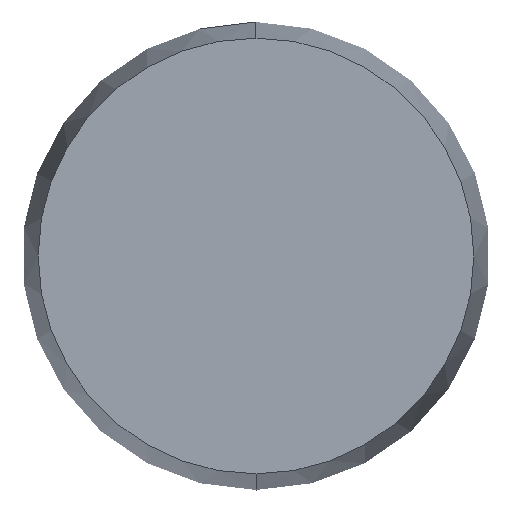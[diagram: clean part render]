
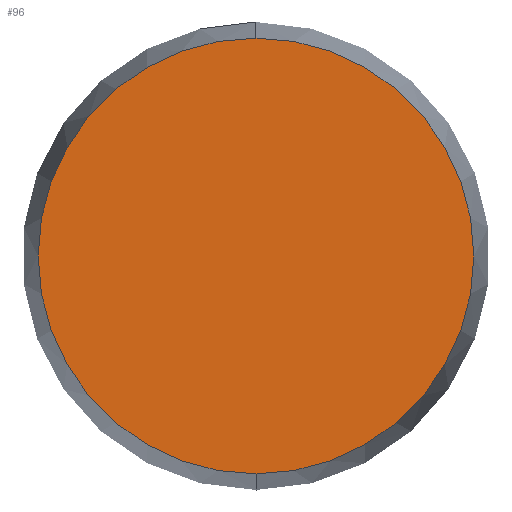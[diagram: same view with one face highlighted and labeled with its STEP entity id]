
A CAD part, left-side view. The second image highlights one B-rep face of the part: STEP entity #96.
In plain terms, the highlighted planar face has unit normal (-1, 0, 0).
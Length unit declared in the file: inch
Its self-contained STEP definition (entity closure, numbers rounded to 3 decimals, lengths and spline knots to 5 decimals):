
#62 = CIRCLE ( 'NONE', #417, 0.018 ) ;
#84 = CIRCLE ( 'NONE', #380, 0.018 ) ;
#96 = ADVANCED_FACE ( 'NONE', ( #235 ), #317, .F. ) ;
#150 = EDGE_LOOP ( 'NONE', ( #187, #193 ) ) ;
#155 = VERTEX_POINT ( 'NONE', #653 ) ;
#187 = ORIENTED_EDGE ( 'NONE', *, *, #399, .F. ) ;
#193 = ORIENTED_EDGE ( 'NONE', *, *, #402, .F. ) ;
#235 = FACE_OUTER_BOUND ( 'NONE', #150, .T. ) ;
#270 = VERTEX_POINT ( 'NONE', #646 ) ;
#303 = DIRECTION ( 'NONE',  ( 1., 0., 0. ) ) ;
#317 = PLANE ( 'NONE',  #407 ) ;
#323 = CARTESIAN_POINT ( 'NONE',  ( 0., -0.018, 0. ) ) ;
#339 = DIRECTION ( 'NONE',  ( 0., 0., -1. ) ) ;
#380 = AXIS2_PLACEMENT_3D ( 'NONE', #701, #675, #579 ) ;
#399 = EDGE_CURVE ( 'NONE', #270, #155, #84, .T. ) ;
#402 = EDGE_CURVE ( 'NONE', #155, #270, #62, .T. ) ;
#407 = AXIS2_PLACEMENT_3D ( 'NONE', #323, #303, #339 ) ;
#417 = AXIS2_PLACEMENT_3D ( 'NONE', #704, #603, #584 ) ;
#579 = DIRECTION ( 'NONE',  ( 0., 0., -1. ) ) ;
#584 = DIRECTION ( 'NONE',  ( 0., 0., -1. ) ) ;
#603 = DIRECTION ( 'NONE',  ( 1., 0., 0. ) ) ;
#646 = CARTESIAN_POINT ( 'NONE',  ( 0., 0., -0.018 ) ) ;
#653 = CARTESIAN_POINT ( 'NONE',  ( 0., 0., 0.018 ) ) ;
#675 = DIRECTION ( 'NONE',  ( 1., 0., 0. ) ) ;
#701 = CARTESIAN_POINT ( 'NONE',  ( 0., 0., 0. ) ) ;
#704 = CARTESIAN_POINT ( 'NONE',  ( 0., 0., 0. ) ) ;
